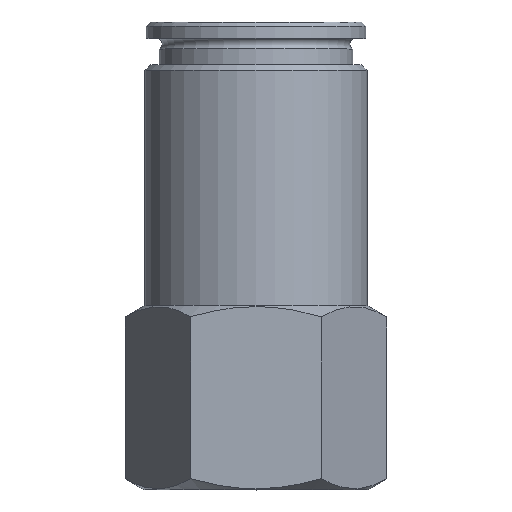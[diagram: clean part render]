
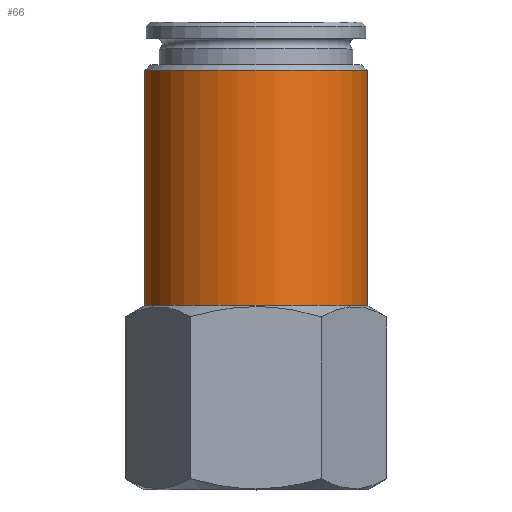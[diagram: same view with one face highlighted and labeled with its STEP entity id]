
A CAD part, top view. The second image highlights one B-rep face of the part: STEP entity #66.
In plain terms, the highlighted cylindrical face has radius 7.85 mm (diameter 15.7 mm), a full revolution.
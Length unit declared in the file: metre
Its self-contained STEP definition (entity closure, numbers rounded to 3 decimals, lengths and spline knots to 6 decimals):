
#66 = ADVANCED_FACE( 'NONE', ( #149, #150 ), #151, .T. );
#149 = FACE_OUTER_BOUND( '', #254, .T. );
#150 = FACE_OUTER_BOUND( '', #255, .T. );
#151 = CYLINDRICAL_SURFACE( '', #256, 0.00785 );
#254 = EDGE_LOOP( '', ( #375 ) );
#255 = EDGE_LOOP( '', ( #376 ) );
#256 = AXIS2_PLACEMENT_3D( '', #377, #378, #379 );
#375 = ORIENTED_EDGE( '', *, *, #535, .F. );
#376 = ORIENTED_EDGE( '', *, *, #512, .T. );
#377 = CARTESIAN_POINT( '', ( 0., -0.007064, 0. ) );
#378 = DIRECTION( '', ( 0., 1., 0. ) );
#379 = DIRECTION( '', ( 0., 0., -1. ) );
#512 = EDGE_CURVE( 'NONE', #581, #581, #582, .T. );
#535 = EDGE_CURVE( 'NONE', #620, #620, #621, .T. );
#581 = VERTEX_POINT( '', #683 );
#582 = CIRCLE( '', #684, 0.00785 );
#620 = VERTEX_POINT( '', #758 );
#621 = CIRCLE( '', #759, 0.00785 );
#683 = CARTESIAN_POINT( '', ( 0., 0.0296, -0.00785 ) );
#684 = AXIS2_PLACEMENT_3D( '', #887, #888, #889 );
#758 = CARTESIAN_POINT( '', ( 0., 0.013, -0.00785 ) );
#759 = AXIS2_PLACEMENT_3D( '', #915, #916, #917 );
#887 = CARTESIAN_POINT( '', ( 0., 0.0296, 0. ) );
#888 = DIRECTION( '', ( 0., -1., 0. ) );
#889 = DIRECTION( '', ( 0., 0., -1. ) );
#915 = CARTESIAN_POINT( '', ( 0., 0.013, 0. ) );
#916 = DIRECTION( '', ( 0., -1., 0. ) );
#917 = DIRECTION( '', ( 0., 0., -1. ) );
